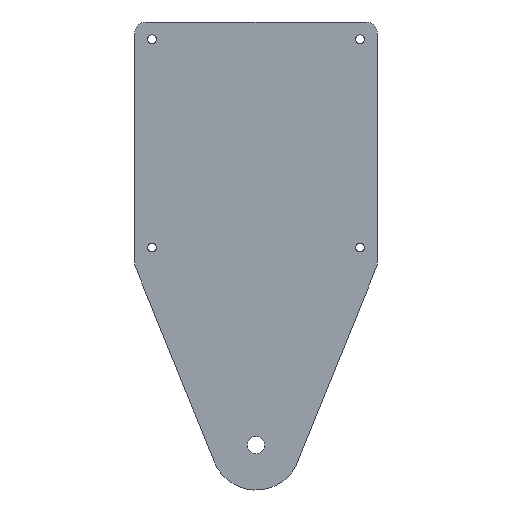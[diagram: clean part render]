
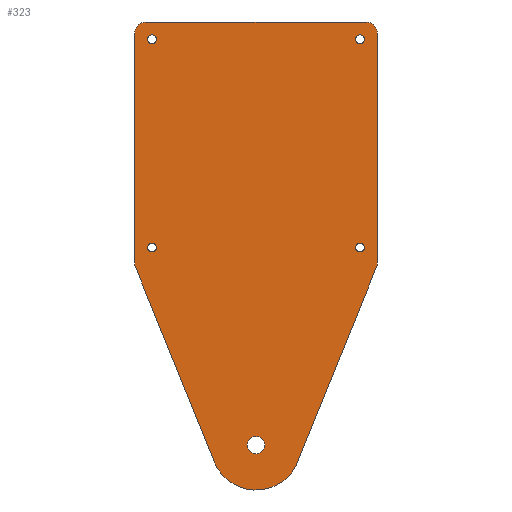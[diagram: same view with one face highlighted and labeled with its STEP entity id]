
A CAD part, front view. The second image highlights one B-rep face of the part: STEP entity #323.
In plain terms, the highlighted planar face has unit normal (0, -1, 0).
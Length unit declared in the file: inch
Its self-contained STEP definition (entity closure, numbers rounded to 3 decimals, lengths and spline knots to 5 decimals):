
#15=FACE_BOUND('',#52,.T.);
#16=FACE_BOUND('',#53,.T.);
#17=FACE_BOUND('',#54,.T.);
#18=FACE_BOUND('',#55,.T.);
#19=FACE_BOUND('',#56,.T.);
#26=PLANE('',#356);
#34=FACE_OUTER_BOUND('',#51,.T.);
#51=EDGE_LOOP('',(#229,#230,#231,#232,#233,#234,#235,#236,#237,#238));
#52=EDGE_LOOP('',(#239));
#53=EDGE_LOOP('',(#240));
#54=EDGE_LOOP('',(#241));
#55=EDGE_LOOP('',(#242));
#56=EDGE_LOOP('',(#243));
#78=LINE('',#502,#103);
#81=LINE('',#508,#106);
#82=LINE('',#512,#107);
#83=LINE('',#516,#108);
#84=LINE('',#520,#109);
#103=VECTOR('',#401,0.3937);
#106=VECTOR('',#406,0.3937);
#107=VECTOR('',#409,0.3937);
#108=VECTOR('',#412,0.3937);
#109=VECTOR('',#415,0.3937);
#127=CIRCLE('',#354,0.25);
#128=CIRCLE('',#357,1.);
#129=CIRCLE('',#358,0.25);
#130=CIRCLE('',#359,0.25);
#131=CIRCLE('',#360,0.25);
#132=CIRCLE('',#361,0.19);
#133=CIRCLE('',#362,0.098);
#134=CIRCLE('',#363,0.098);
#135=CIRCLE('',#364,0.098);
#136=CIRCLE('',#365,0.098);
#148=VERTEX_POINT('',#495);
#149=VERTEX_POINT('',#497);
#150=VERTEX_POINT('',#501);
#152=VERTEX_POINT('',#507);
#153=VERTEX_POINT('',#509);
#154=VERTEX_POINT('',#511);
#155=VERTEX_POINT('',#513);
#156=VERTEX_POINT('',#515);
#157=VERTEX_POINT('',#517);
#158=VERTEX_POINT('',#519);
#159=VERTEX_POINT('',#522);
#160=VERTEX_POINT('',#524);
#161=VERTEX_POINT('',#526);
#162=VERTEX_POINT('',#528);
#163=VERTEX_POINT('',#530);
#178=EDGE_CURVE('',#148,#149,#127,.T.);
#180=EDGE_CURVE('',#150,#149,#78,.T.);
#183=EDGE_CURVE('',#152,#148,#81,.T.);
#184=EDGE_CURVE('',#153,#152,#128,.T.);
#185=EDGE_CURVE('',#153,#154,#82,.T.);
#186=EDGE_CURVE('',#155,#154,#129,.T.);
#187=EDGE_CURVE('',#155,#156,#83,.T.);
#188=EDGE_CURVE('',#157,#156,#130,.T.);
#189=EDGE_CURVE('',#157,#158,#84,.T.);
#190=EDGE_CURVE('',#150,#158,#131,.T.);
#191=EDGE_CURVE('',#159,#159,#132,.T.);
#192=EDGE_CURVE('',#160,#160,#133,.T.);
#193=EDGE_CURVE('',#161,#161,#134,.T.);
#194=EDGE_CURVE('',#162,#162,#135,.T.);
#195=EDGE_CURVE('',#163,#163,#136,.T.);
#229=ORIENTED_EDGE('',*,*,#178,.F.);
#230=ORIENTED_EDGE('',*,*,#183,.F.);
#231=ORIENTED_EDGE('',*,*,#184,.F.);
#232=ORIENTED_EDGE('',*,*,#185,.T.);
#233=ORIENTED_EDGE('',*,*,#186,.F.);
#234=ORIENTED_EDGE('',*,*,#187,.T.);
#235=ORIENTED_EDGE('',*,*,#188,.F.);
#236=ORIENTED_EDGE('',*,*,#189,.T.);
#237=ORIENTED_EDGE('',*,*,#190,.F.);
#238=ORIENTED_EDGE('',*,*,#180,.T.);
#239=ORIENTED_EDGE('',*,*,#191,.F.);
#240=ORIENTED_EDGE('',*,*,#192,.F.);
#241=ORIENTED_EDGE('',*,*,#193,.F.);
#242=ORIENTED_EDGE('',*,*,#194,.F.);
#243=ORIENTED_EDGE('',*,*,#195,.F.);
#323=ADVANCED_FACE('',(#34,#15,#16,#17,#18,#19),#26,.F.);
#354=AXIS2_PLACEMENT_3D('',#498,#396,#397);
#356=AXIS2_PLACEMENT_3D('',#506,#404,#405);
#357=AXIS2_PLACEMENT_3D('',#510,#407,#408);
#358=AXIS2_PLACEMENT_3D('',#514,#410,#411);
#359=AXIS2_PLACEMENT_3D('',#518,#413,#414);
#360=AXIS2_PLACEMENT_3D('',#521,#416,#417);
#361=AXIS2_PLACEMENT_3D('',#523,#418,#419);
#362=AXIS2_PLACEMENT_3D('',#525,#420,#421);
#363=AXIS2_PLACEMENT_3D('',#527,#422,#423);
#364=AXIS2_PLACEMENT_3D('',#529,#424,#425);
#365=AXIS2_PLACEMENT_3D('',#531,#426,#427);
#396=DIRECTION('center_axis',(0.,1.,0.));
#397=DIRECTION('ref_axis',(-0.982,0.,-0.191));
#401=DIRECTION('',(0.,0.,-1.));
#404=DIRECTION('center_axis',(0.,1.,0.));
#405=DIRECTION('ref_axis',(1.,0.,0.));
#406=DIRECTION('',(-0.375,0.,0.927));
#407=DIRECTION('center_axis',(0.,1.,0.));
#408=DIRECTION('ref_axis',(1.,0.,0.));
#409=DIRECTION('',(0.376,0.,0.927));
#410=DIRECTION('center_axis',(0.,1.,0.));
#411=DIRECTION('ref_axis',(0.982,0.,-0.191));
#412=DIRECTION('',(0.,0.,1.));
#413=DIRECTION('center_axis',(0.,1.,0.));
#414=DIRECTION('ref_axis',(0.707,0.,0.707));
#415=DIRECTION('',(-1.,0.,0.));
#416=DIRECTION('center_axis',(0.,1.,0.));
#417=DIRECTION('ref_axis',(-0.707,0.,0.707));
#418=DIRECTION('center_axis',(0.,-1.,0.));
#419=DIRECTION('ref_axis',(1.,0.,0.));
#420=DIRECTION('center_axis',(0.,-1.,0.));
#421=DIRECTION('ref_axis',(1.,0.,0.));
#422=DIRECTION('center_axis',(0.,-1.,0.));
#423=DIRECTION('ref_axis',(1.,0.,0.));
#424=DIRECTION('center_axis',(0.,-1.,0.));
#425=DIRECTION('ref_axis',(1.,0.,0.));
#426=DIRECTION('center_axis',(0.,-1.,0.));
#427=DIRECTION('ref_axis',(1.,0.,0.));
#495=CARTESIAN_POINT('',(-2.67861,0.,-2.74195));
#497=CARTESIAN_POINT('',(-2.69685,0.,-2.6482));
#498=CARTESIAN_POINT('Origin',(-2.44685,0.,-2.6482));
#501=CARTESIAN_POINT('',(-2.69685,0.,2.44685));
#502=CARTESIAN_POINT('',(-2.69685,0.,2.69685));
#506=CARTESIAN_POINT('Origin',(0.,0.,-2.5));
#507=CARTESIAN_POINT('',(-0.92702,0.,-7.07186));
#508=CARTESIAN_POINT('',(-0.92702,0.,-7.07186));
#509=CARTESIAN_POINT('',(0.88831,0.,-7.15609));
#510=CARTESIAN_POINT('Origin',(0.,0.,-6.69685));
#511=CARTESIAN_POINT('',(2.67852,0.,-2.74204));
#512=CARTESIAN_POINT('',(0.88831,0.,-7.15609));
#513=CARTESIAN_POINT('',(2.69685,0.,-2.64808));
#514=CARTESIAN_POINT('Origin',(2.44685,0.,-2.64808));
#515=CARTESIAN_POINT('',(2.69685,0.,2.44685));
#516=CARTESIAN_POINT('',(2.69685,0.,-2.69685));
#517=CARTESIAN_POINT('',(2.44685,0.,2.69685));
#518=CARTESIAN_POINT('Origin',(2.44685,0.,2.44685));
#519=CARTESIAN_POINT('',(-2.44685,0.,2.69685));
#520=CARTESIAN_POINT('',(2.69685,0.,2.69685));
#521=CARTESIAN_POINT('Origin',(-2.44685,0.,2.44685));
#522=CARTESIAN_POINT('',(-0.19,0.,-6.69685));
#523=CARTESIAN_POINT('Origin',(0.,0.,-6.69685));
#524=CARTESIAN_POINT('',(2.2145,0.,2.3125));
#525=CARTESIAN_POINT('Origin',(2.3125,0.,2.3125));
#526=CARTESIAN_POINT('',(-2.4105,0.,2.3125));
#527=CARTESIAN_POINT('Origin',(-2.3125,0.,2.3125));
#528=CARTESIAN_POINT('',(2.2145,0.,-2.3125));
#529=CARTESIAN_POINT('Origin',(2.3125,0.,-2.3125));
#530=CARTESIAN_POINT('',(-2.4105,0.,-2.3125));
#531=CARTESIAN_POINT('Origin',(-2.3125,0.,-2.3125));
